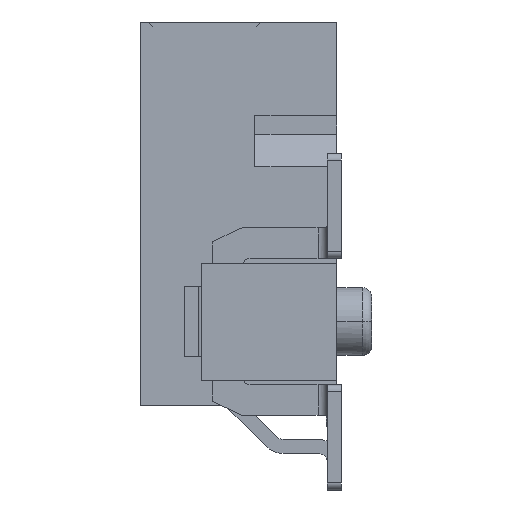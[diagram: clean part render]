
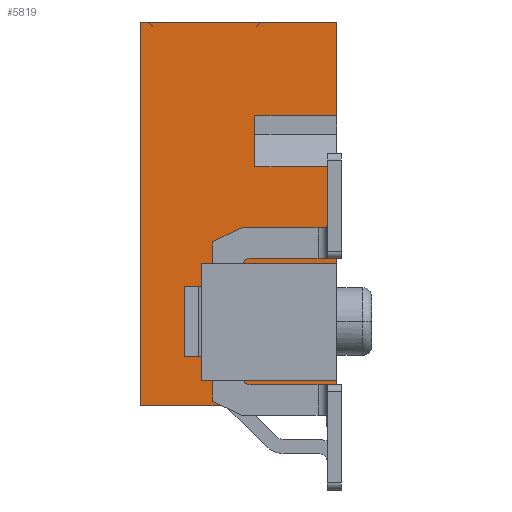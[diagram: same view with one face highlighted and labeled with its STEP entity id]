
A CAD part, left-side view. The second image highlights one B-rep face of the part: STEP entity #5819.
In plain terms, the highlighted planar face has unit normal (-1, 0, 0).
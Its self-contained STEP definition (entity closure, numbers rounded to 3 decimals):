
#4838=CARTESIAN_POINT('',(-22.955,-0.725,-2.1));
#4839=VERTEX_POINT('',#4838);
#4895=CARTESIAN_POINT('',(-22.955,-1.625,-2.1));
#4896=VERTEX_POINT('',#4895);
#4903=CARTESIAN_POINT('',(-22.955,-1.625,-2.1));
#4904=DIRECTION('',(0.,1.,0.));
#4905=VECTOR('',#4904,0.9);
#4906=LINE('',#4903,#4905);
#4907=EDGE_CURVE('',#4896,#4839,#4906,.T.);
#4917=CARTESIAN_POINT('',(-22.955,-1.625,-0.7));
#4918=VERTEX_POINT('',#4917);
#4925=CARTESIAN_POINT('',(-22.955,-1.625,-0.7));
#4926=DIRECTION('',(0.,0.,-1.));
#4927=VECTOR('',#4926,1.4);
#4928=LINE('',#4925,#4927);
#4929=EDGE_CURVE('',#4918,#4896,#4928,.T.);
#4989=CARTESIAN_POINT('',(-22.955,-0.725,-0.7));
#4990=VERTEX_POINT('',#4989);
#4997=CARTESIAN_POINT('',(-22.955,-0.725,-0.7));
#4998=DIRECTION('',(0.,-1.,0.));
#4999=VECTOR('',#4998,0.9);
#5000=LINE('',#4997,#4999);
#5001=EDGE_CURVE('',#4990,#4918,#5000,.T.);
#5013=CARTESIAN_POINT('',(-22.955,-0.725,-0.65));
#5014=VERTEX_POINT('',#5013);
#5015=CARTESIAN_POINT('',(-22.955,-0.725,-0.65));
#5016=DIRECTION('',(0.,0.,-1.));
#5017=VECTOR('',#5016,0.05);
#5018=LINE('',#5015,#5017);
#5019=EDGE_CURVE('',#5014,#4990,#5018,.T.);
#5061=CARTESIAN_POINT('',(-22.955,0.025,-0.65));
#5062=VERTEX_POINT('',#5061);
#5069=CARTESIAN_POINT('',(-22.955,0.025,-0.65));
#5070=DIRECTION('',(0.,-1.,0.));
#5071=VECTOR('',#5070,0.75);
#5072=LINE('',#5069,#5071);
#5073=EDGE_CURVE('',#5062,#5014,#5072,.T.);
#5084=CARTESIAN_POINT('',(-22.955,0.175,-0.5));
#5085=VERTEX_POINT('',#5084);
#5086=CARTESIAN_POINT('',(-22.955,0.175,-0.5));
#5087=DIRECTION('',(0.,-0.707,-0.707));
#5088=VECTOR('',#5087,0.212);
#5089=LINE('',#5086,#5088);
#5090=EDGE_CURVE('',#5085,#5062,#5089,.T.);
#5108=CARTESIAN_POINT('',(-22.955,0.175,-0.3));
#5109=VERTEX_POINT('',#5108);
#5110=CARTESIAN_POINT('',(-22.955,0.175,-0.3));
#5111=DIRECTION('',(0.,0.,-1.));
#5112=VECTOR('',#5111,0.2);
#5113=LINE('',#5110,#5112);
#5114=EDGE_CURVE('',#5109,#5085,#5113,.T.);
#5132=CARTESIAN_POINT('',(-22.955,0.025,-0.15));
#5133=VERTEX_POINT('',#5132);
#5134=CARTESIAN_POINT('',(-22.955,0.025,-0.15));
#5135=DIRECTION('',(0.,0.707,-0.707));
#5136=VECTOR('',#5135,0.212);
#5137=LINE('',#5134,#5136);
#5138=EDGE_CURVE('',#5133,#5109,#5137,.T.);
#5156=CARTESIAN_POINT('',(-22.955,0.025,1.907));
#5157=VERTEX_POINT('',#5156);
#5164=CARTESIAN_POINT('',(-22.955,-1.725,1.907));
#5165=VERTEX_POINT('',#5164);
#5166=CARTESIAN_POINT('',(-22.955,0.025,1.907));
#5167=DIRECTION('',(0.,-1.,0.));
#5168=VECTOR('',#5167,1.75);
#5169=LINE('',#5166,#5168);
#5170=EDGE_CURVE('',#5157,#5165,#5169,.T.);
#5188=CARTESIAN_POINT('',(-22.955,0.025,3.));
#5189=VERTEX_POINT('',#5188);
#5196=CARTESIAN_POINT('',(-22.955,0.025,3.));
#5197=DIRECTION('',(0.,0.,-1.));
#5198=VECTOR('',#5197,1.093);
#5199=LINE('',#5196,#5198);
#5200=EDGE_CURVE('',#5189,#5157,#5199,.T.);
#5213=CARTESIAN_POINT('',(-22.955,-1.725,3.));
#5214=VERTEX_POINT('',#5213);
#5221=CARTESIAN_POINT('',(-22.955,-1.725,3.));
#5222=DIRECTION('',(0.,1.,0.));
#5223=VECTOR('',#5222,1.75);
#5224=LINE('',#5221,#5223);
#5225=EDGE_CURVE('',#5214,#5189,#5224,.T.);
#5244=CARTESIAN_POINT('',(-22.955,-1.725,-3.2));
#5245=VERTEX_POINT('',#5244);
#5252=CARTESIAN_POINT('',(-22.955,2.475,-3.2));
#5253=VERTEX_POINT('',#5252);
#5254=CARTESIAN_POINT('',(-22.955,-1.725,-3.2));
#5255=DIRECTION('',(0.,1.,0.));
#5256=VECTOR('',#5255,4.2);
#5257=LINE('',#5254,#5256);
#5258=EDGE_CURVE('',#5245,#5253,#5257,.T.);
#5276=CARTESIAN_POINT('',(-22.955,0.175,-2.5));
#5277=VERTEX_POINT('',#5276);
#5284=CARTESIAN_POINT('',(-22.955,0.025,-2.65));
#5285=VERTEX_POINT('',#5284);
#5286=CARTESIAN_POINT('',(-22.955,0.175,-2.5));
#5287=DIRECTION('',(0.,-0.707,-0.707));
#5288=VECTOR('',#5287,0.212);
#5289=LINE('',#5286,#5288);
#5290=EDGE_CURVE('',#5277,#5285,#5289,.T.);
#5307=CARTESIAN_POINT('',(-22.955,0.175,-2.3));
#5308=VERTEX_POINT('',#5307);
#5315=CARTESIAN_POINT('',(-22.955,0.175,-2.3));
#5316=DIRECTION('',(0.,0.,-1.));
#5317=VECTOR('',#5316,0.2);
#5318=LINE('',#5315,#5317);
#5319=EDGE_CURVE('',#5308,#5277,#5318,.T.);
#5331=CARTESIAN_POINT('',(-22.955,0.025,-2.15));
#5332=VERTEX_POINT('',#5331);
#5339=CARTESIAN_POINT('',(-22.955,0.025,-2.15));
#5340=DIRECTION('',(0.,0.707,-0.707));
#5341=VECTOR('',#5340,0.212);
#5342=LINE('',#5339,#5341);
#5343=EDGE_CURVE('',#5332,#5308,#5342,.T.);
#5354=CARTESIAN_POINT('',(-22.955,-0.725,-2.15));
#5355=VERTEX_POINT('',#5354);
#5356=CARTESIAN_POINT('',(-22.955,-0.725,-2.15));
#5357=DIRECTION('',(0.,1.,0.));
#5358=VECTOR('',#5357,0.75);
#5359=LINE('',#5356,#5358);
#5360=EDGE_CURVE('',#5355,#5332,#5359,.T.);
#5403=CARTESIAN_POINT('',(-22.955,-0.725,-2.1));
#5404=DIRECTION('',(0.,0.,-1.));
#5405=VECTOR('',#5404,0.05);
#5406=LINE('',#5403,#5405);
#5407=EDGE_CURVE('',#4839,#5355,#5406,.T.);
#5418=CARTESIAN_POINT('',(-22.955,-1.725,-2.65));
#5419=VERTEX_POINT('',#5418);
#5420=CARTESIAN_POINT('',(-22.955,0.025,-2.65));
#5421=DIRECTION('',(0.,-1.,0.));
#5422=VECTOR('',#5421,1.75);
#5423=LINE('',#5420,#5422);
#5424=EDGE_CURVE('',#5285,#5419,#5423,.T.);
#5494=CARTESIAN_POINT('',(-22.955,-1.725,-0.15));
#5495=VERTEX_POINT('',#5494);
#5502=CARTESIAN_POINT('',(-22.955,-1.725,-0.15));
#5503=DIRECTION('',(0.,1.,0.));
#5504=VECTOR('',#5503,1.75);
#5505=LINE('',#5502,#5504);
#5506=EDGE_CURVE('',#5495,#5133,#5505,.T.);
#5700=CARTESIAN_POINT('',(-22.955,2.475,5.));
#5701=VERTEX_POINT('',#5700);
#5708=CARTESIAN_POINT('',(-22.955,-1.725,5.));
#5709=VERTEX_POINT('',#5708);
#5710=CARTESIAN_POINT('',(-22.955,2.475,5.));
#5711=DIRECTION('',(0.,-1.,0.));
#5712=VECTOR('',#5711,4.2);
#5713=LINE('',#5710,#5712);
#5714=EDGE_CURVE('',#5701,#5709,#5713,.T.);
#5768=CARTESIAN_POINT('',(-22.955,2.475,-3.2));
#5769=DIRECTION('',(0.,0.,1.));
#5770=DIRECTION('',(-1.,0.,0.));
#5771=AXIS2_PLACEMENT_3D('',#5768,#5770,#5769);
#5772=PLANE('',#5771);
#5773=ORIENTED_EDGE('',*,*,#5360,.F.);
#5774=ORIENTED_EDGE('',*,*,#5407,.F.);
#5775=ORIENTED_EDGE('',*,*,#4907,.F.);
#5776=ORIENTED_EDGE('',*,*,#4929,.F.);
#5777=ORIENTED_EDGE('',*,*,#5001,.F.);
#5778=ORIENTED_EDGE('',*,*,#5019,.F.);
#5779=ORIENTED_EDGE('',*,*,#5073,.F.);
#5780=ORIENTED_EDGE('',*,*,#5090,.F.);
#5781=ORIENTED_EDGE('',*,*,#5114,.F.);
#5782=ORIENTED_EDGE('',*,*,#5138,.F.);
#5783=ORIENTED_EDGE('',*,*,#5506,.F.);
#5784=CARTESIAN_POINT('',(-22.955,-1.725,-0.15));
#5785=DIRECTION('',(0.,0.,1.));
#5786=VECTOR('',#5785,2.057);
#5787=LINE('',#5784,#5786);
#5788=EDGE_CURVE('',#5495,#5165,#5787,.T.);
#5789=ORIENTED_EDGE('',*,*,#5788,.T.);
#5790=ORIENTED_EDGE('',*,*,#5170,.F.);
#5791=ORIENTED_EDGE('',*,*,#5200,.F.);
#5792=ORIENTED_EDGE('',*,*,#5225,.F.);
#5793=CARTESIAN_POINT('',(-22.955,-1.725,3.));
#5794=DIRECTION('',(0.,0.,1.));
#5795=VECTOR('',#5794,2.);
#5796=LINE('',#5793,#5795);
#5797=EDGE_CURVE('',#5214,#5709,#5796,.T.);
#5798=ORIENTED_EDGE('',*,*,#5797,.T.);
#5799=ORIENTED_EDGE('',*,*,#5714,.F.);
#5800=CARTESIAN_POINT('',(-22.955,2.475,5.));
#5801=DIRECTION('',(0.,0.,-1.));
#5802=VECTOR('',#5801,8.2);
#5803=LINE('',#5800,#5802);
#5804=EDGE_CURVE('',#5701,#5253,#5803,.T.);
#5805=ORIENTED_EDGE('',*,*,#5804,.T.);
#5806=ORIENTED_EDGE('',*,*,#5258,.F.);
#5807=CARTESIAN_POINT('',(-22.955,-1.725,-3.2));
#5808=DIRECTION('',(0.,0.,1.));
#5809=VECTOR('',#5808,0.55);
#5810=LINE('',#5807,#5809);
#5811=EDGE_CURVE('',#5245,#5419,#5810,.T.);
#5812=ORIENTED_EDGE('',*,*,#5811,.T.);
#5813=ORIENTED_EDGE('',*,*,#5424,.F.);
#5814=ORIENTED_EDGE('',*,*,#5290,.F.);
#5815=ORIENTED_EDGE('',*,*,#5319,.F.);
#5816=ORIENTED_EDGE('',*,*,#5343,.F.);
#5817=EDGE_LOOP('',(#5773,#5774,#5775,#5776,#5777,#5778,#5779,#5780,#5781,#5782,#5783,#5789,#5790,#5791,#5792,#5798,#5799,#5805,#5806,#5812,#5813,#5814,#5815,#5816));
#5818=FACE_OUTER_BOUND('',#5817,.T.);
#5819=ADVANCED_FACE('',(#5818),#5772,.T.);
